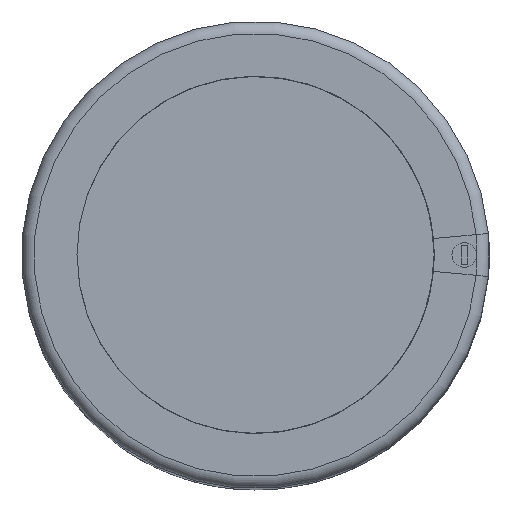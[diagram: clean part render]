
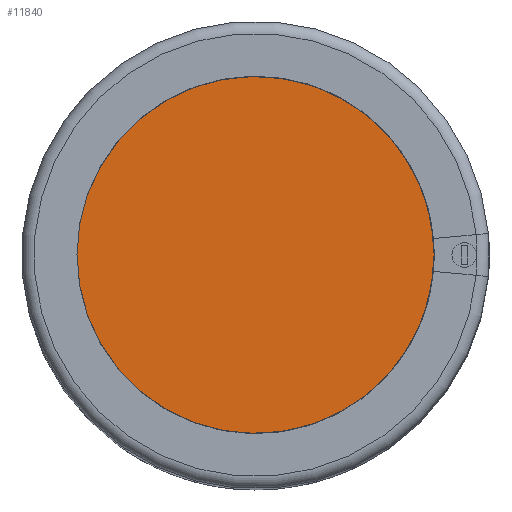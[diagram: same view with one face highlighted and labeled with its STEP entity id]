
A CAD part, top view. The second image highlights one B-rep face of the part: STEP entity #11840.
In plain terms, the highlighted planar face has unit normal (0, 0, 1).
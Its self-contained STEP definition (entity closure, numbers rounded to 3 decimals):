
#2137=ORIENTED_EDGE('',*,*,#4572,.F.);
#4572=EDGE_CURVE('',#5809,#5809,#6460,.T.);
#5809=VERTEX_POINT('',#16504);
#6460=CIRCLE('',#12503,29.1);
#6747=EDGE_LOOP('',(#2137));
#7387=FACE_BOUND('',#6747,.T.);
#7961=PLANE('',#12531);
#11840=ADVANCED_FACE('',(#7387),#7961,.F.);
#12503=AXIS2_PLACEMENT_3D('',#16503,#13508,#13509);
#12531=AXIS2_PLACEMENT_3D('',#16554,#13572,#13573);
#13508=DIRECTION('',(0.,0.,-1.));
#13509=DIRECTION('',(-1.,0.,0.));
#13572=DIRECTION('',(0.,0.,-1.));
#13573=DIRECTION('',(-1.,0.,0.));
#16503=CARTESIAN_POINT('',(0.,0.,144.8));
#16504=CARTESIAN_POINT('',(-29.1,0.,144.8));
#16554=CARTESIAN_POINT('',(0.,0.,144.8));
